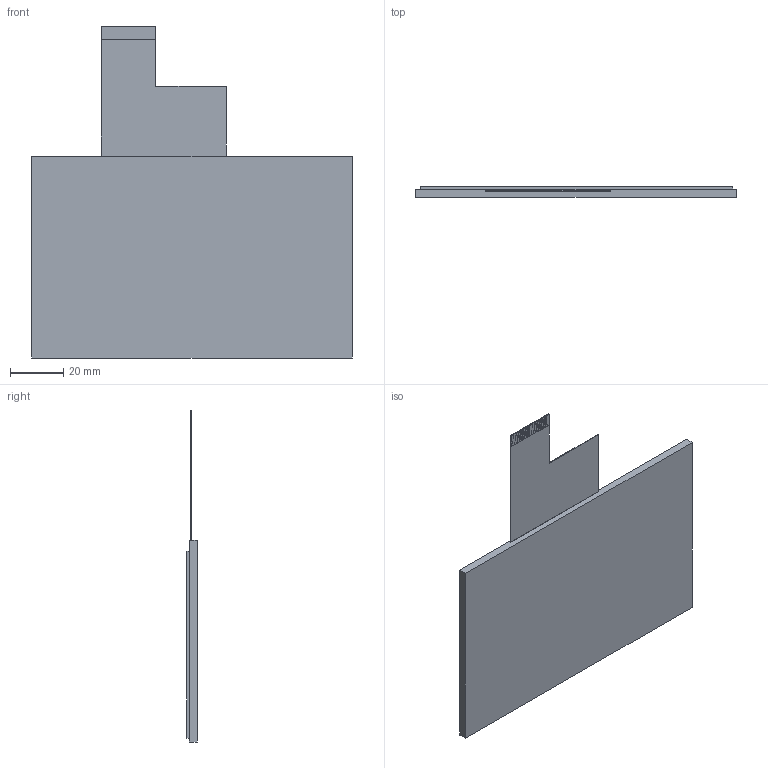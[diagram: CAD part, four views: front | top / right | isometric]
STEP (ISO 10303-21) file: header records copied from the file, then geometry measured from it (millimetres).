
FILE_DESCRIPTION(/* description */ (''),/* implementation_level */ '2;1');
FILE_NAME(/* name */ 'JST-50001QGQK18-V06.stp',/* time_stamp */ '2023-04-10T09:00:35-03:00',/* author */ ('Reservaa'),/* organization */ (''),/* preprocessor_version */ 'ST-DEVELOPER v18.1',/* originating_system */ 'Autodesk Inventor 2022',/* authorisation */ '');
FILE_SCHEMA (('AUTOMOTIVE_DESIGN { 1 0 10303 214 3 1 1 }'));
Length unit declared in the file: millimetre
Products named in the file (4): JST-50001QGQK18-V06; Bezel; touch; cabo
Assembly tree (3 placements, depth 2):
  JST-50001QGQK18-V06
    Bezel
    touch
    cabo
Bounding box: 120.8 x 4 x 125 mm (x, y, z)
Volume: 35943.6 mm3; surface area: 41003.3 mm2
Topology: 5 solids, 5 shells, 195 faces, 552 edges, 368 vertices
Faces by surface type: plane 195
Entity records: 6542 total; most frequent: CARTESIAN_POINT 1122, ORIENTED_EDGE 1104, DIRECTION 956, LINE 552, VECTOR 552, EDGE_CURVE 552, VERTEX_POINT 368, AXIS2_PLACEMENT_3D 202
